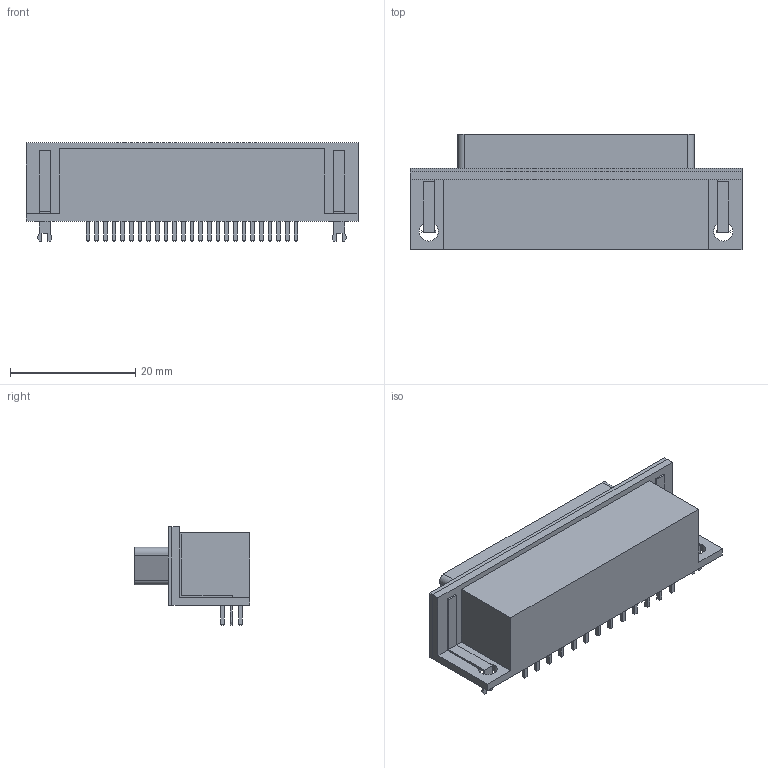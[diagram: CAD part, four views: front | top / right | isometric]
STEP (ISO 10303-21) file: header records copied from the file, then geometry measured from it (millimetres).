
FILE_DESCRIPTION(('STEP AP214'),'1');
FILE_NAME('CONN_182-025-213R531_NRC','2023-07-03T06:16:16',(''),(''),'','','');
FILE_SCHEMA(('AUTOMOTIVE_DESIGN'));
Length unit declared in the file: millimetre
Products named in the file (1): product
Bounding box: 53.04 x 18.49 x 15.72 mm (x, y, z)
Volume: 7052.4 mm3; surface area: 5931.8 mm2
Topology: 54 solids, 54 shells, 580 faces, 1210 edges, 740 vertices
Faces by surface type: plane 568, cylinder 12
Entity records: 14290 total; most frequent: ORIENTED_EDGE 2420, DIRECTION 2396, CARTESIAN_POINT 1333, EDGE_CURVE 1210, LINE 1186, VECTOR 1186, VERTEX_POINT 740, AXIS2_PLACEMENT_3D 605
